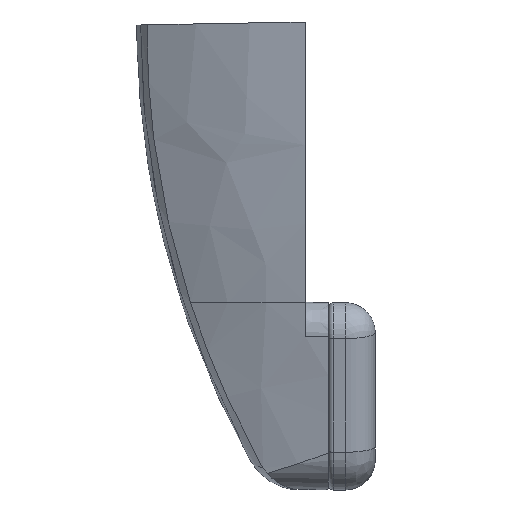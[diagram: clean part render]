
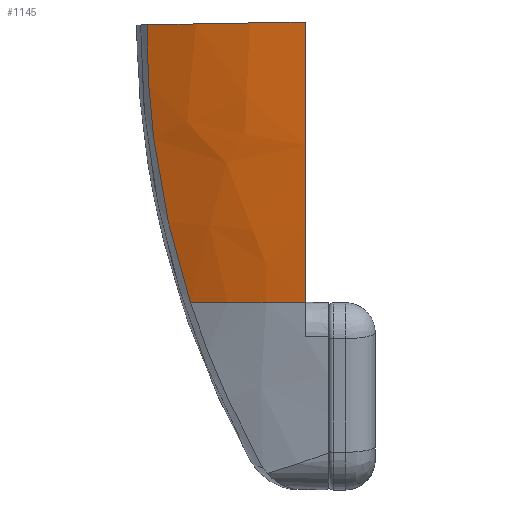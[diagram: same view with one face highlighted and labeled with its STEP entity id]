
A CAD part, top view. The second image highlights one B-rep face of the part: STEP entity #1145.
In plain terms, the highlighted free-form (B-spline) face has degree [2, 2] with [3, 3] control points.
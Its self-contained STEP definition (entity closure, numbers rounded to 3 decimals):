
#73=(
BOUNDED_SURFACE()
B_SPLINE_SURFACE(2,2,((#2096,#2097,#2098),(#2099,#2100,#2101),(#2102,#2103,
#2104)),.UNSPECIFIED.,.F.,.F.,.F.)
B_SPLINE_SURFACE_WITH_KNOTS((3,3),(3,3),(-0.163,-0.036),
(-0.471,-0.058),.UNSPECIFIED.)
GEOMETRIC_REPRESENTATION_ITEM()
RATIONAL_B_SPLINE_SURFACE(((1.,0.979,1.),(0.998,
0.977,0.998),(1.,0.979,1.)))
REPRESENTATION_ITEM('')
SURFACE()
);
#281=FACE_OUTER_BOUND('',#347,.T.);
#347=EDGE_LOOP('',(#849,#850,#851,#852,#853));
#409=CIRCLE('',#1312,40.);
#472=B_SPLINE_CURVE_WITH_KNOTS('',3,(#2029,#2030,#2031,#2032,#2033,#2034,
#2035,#2036),.UNSPECIFIED.,.F.,.F.,(4,2,2,4),(19.353,19.905,
20.701,21.016),.UNSPECIFIED.);
#476=B_SPLINE_CURVE_WITH_KNOTS('',3,(#2105,#2106,#2107,#2108,#2109,#2110),
 .UNSPECIFIED.,.F.,.F.,(4,2,4),(0.,1.483,3.021),
 .UNSPECIFIED.);
#477=B_SPLINE_CURVE_WITH_KNOTS('',3,(#2112,#2113,#2114,#2115),
 .UNSPECIFIED.,.F.,.F.,(4,4),(43.869,43.873),
 .UNSPECIFIED.);
#478=B_SPLINE_CURVE_WITH_KNOTS('',3,(#2116,#2117,#2118,#2119,#2120,#2121),
 .UNSPECIFIED.,.F.,.F.,(4,2,4),(41.05,42.295,43.869),
 .UNSPECIFIED.);
#514=VERTEX_POINT('',#1969);
#515=VERTEX_POINT('',#1976);
#526=VERTEX_POINT('',#2021);
#527=VERTEX_POINT('',#2028);
#542=VERTEX_POINT('',#2111);
#628=EDGE_CURVE('',#515,#514,#409,.T.);
#640=EDGE_CURVE('',#527,#526,#472,.T.);
#661=EDGE_CURVE('',#515,#526,#476,.T.);
#662=EDGE_CURVE('',#542,#514,#477,.T.);
#663=EDGE_CURVE('',#527,#542,#478,.T.);
#849=ORIENTED_EDGE('',*,*,#640,.T.);
#850=ORIENTED_EDGE('',*,*,#661,.F.);
#851=ORIENTED_EDGE('',*,*,#628,.T.);
#852=ORIENTED_EDGE('',*,*,#662,.F.);
#853=ORIENTED_EDGE('',*,*,#663,.F.);
#1145=ADVANCED_FACE('',(#281),#73,.F.);
#1312=AXIS2_PLACEMENT_3D('',#1977,#1435,#1436);
#1435=DIRECTION('center_axis',(0.,1.,0.));
#1436=DIRECTION('ref_axis',(1.,0.,0.));
#1969=CARTESIAN_POINT('',(18.,20.,11.922));
#1976=CARTESIAN_POINT('',(5.745,20.,9.179));
#1977=CARTESIAN_POINT('Origin',(20.5,20.,-28.));
#2021=CARTESIAN_POINT('',(1.097,49.705,10.361));
#2028=CARTESIAN_POINT('',(18.,50.,14.927));
#2029=CARTESIAN_POINT('Ctrl Pts',(18.,50.,14.927));
#2030=CARTESIAN_POINT('Ctrl Pts',(16.076,49.966,14.814));
#2031=CARTESIAN_POINT('Ctrl Pts',(14.08,49.932,14.563));
#2032=CARTESIAN_POINT('Ctrl Pts',(9.275,49.848,13.604));
#2033=CARTESIAN_POINT('Ctrl Pts',(6.498,49.799,12.735));
#2034=CARTESIAN_POINT('Ctrl Pts',(3.078,49.74,11.316));
#2035=CARTESIAN_POINT('Ctrl Pts',(2.088,49.722,10.863));
#2036=CARTESIAN_POINT('Ctrl Pts',(1.097,49.705,10.361));
#2096=CARTESIAN_POINT('Ctrl Pts',(2.335,20.,7.638));
#2097=CARTESIAN_POINT('Ctrl Pts',(9.805,20.,11.445));
#2098=CARTESIAN_POINT('Ctrl Pts',(18.174,20.,11.932));
#2099=CARTESIAN_POINT('Ctrl Pts',(1.219,34.904,9.827));
#2100=CARTESIAN_POINT('Ctrl Pts',(9.148,34.904,13.868));
#2101=CARTESIAN_POINT('Ctrl Pts',(18.032,34.904,14.385));
#2102=CARTESIAN_POINT('Ctrl Pts',(0.973,50.,10.31));
#2103=CARTESIAN_POINT('Ctrl Pts',(9.003,50.,14.403));
#2104=CARTESIAN_POINT('Ctrl Pts',(18.,50.,14.927));
#2105=CARTESIAN_POINT('Ctrl Pts',(5.745,20.,9.179));
#2106=CARTESIAN_POINT('Ctrl Pts',(4.219,24.698,9.407));
#2107=CARTESIAN_POINT('Ctrl Pts',(3.051,29.511,9.572));
#2108=CARTESIAN_POINT('Ctrl Pts',(1.457,39.462,9.934));
#2109=CARTESIAN_POINT('Ctrl Pts',(1.064,44.576,10.131));
#2110=CARTESIAN_POINT('Ctrl Pts',(1.097,49.705,10.361));
#2111=CARTESIAN_POINT('',(18.,20.044,11.929));
#2112=CARTESIAN_POINT('Ctrl Pts',(18.,20.044,11.929));
#2113=CARTESIAN_POINT('Ctrl Pts',(18.,20.029,11.927));
#2114=CARTESIAN_POINT('Ctrl Pts',(18.,20.015,11.924));
#2115=CARTESIAN_POINT('Ctrl Pts',(18.,20.,11.922));
#2116=CARTESIAN_POINT('Ctrl Pts',(18.,50.,14.927));
#2117=CARTESIAN_POINT('Ctrl Pts',(18.,45.713,14.773));
#2118=CARTESIAN_POINT('Ctrl Pts',(18.,41.339,14.498));
#2119=CARTESIAN_POINT('Ctrl Pts',(18.,31.338,13.58));
#2120=CARTESIAN_POINT('Ctrl Pts',(18.,25.684,12.86));
#2121=CARTESIAN_POINT('Ctrl Pts',(18.,20.044,11.929));
